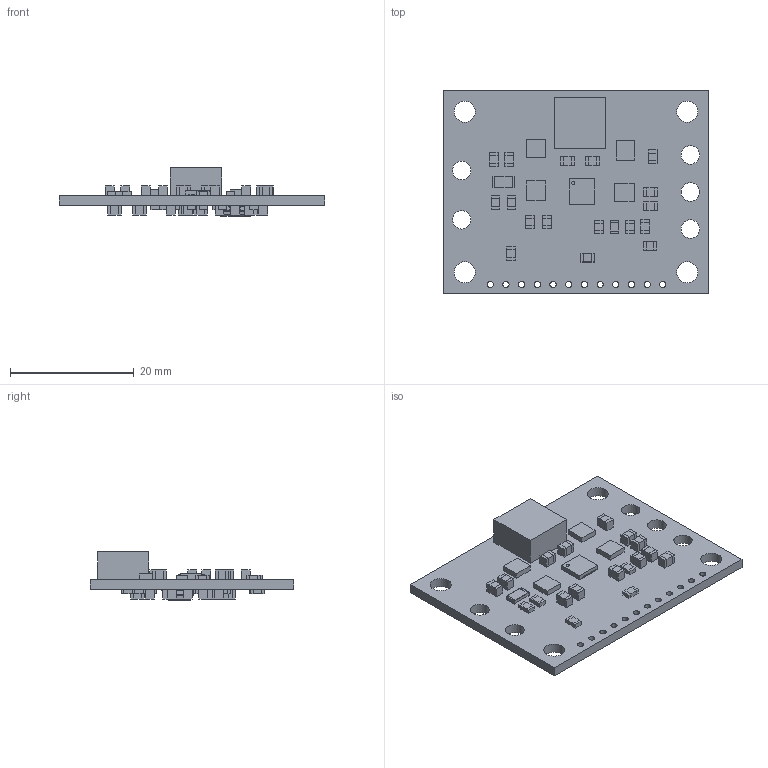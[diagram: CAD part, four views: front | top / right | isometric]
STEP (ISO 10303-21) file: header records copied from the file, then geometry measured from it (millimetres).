
FILE_DESCRIPTION(('Open CASCADE Model'),'2;1');
FILE_NAME('Open CASCADE Shape Model','2020-06-15T19:41:49',('Author'),( 'Open CASCADE'),'Open CASCADE STEP processor 6.8','Open CASCADE 6.8' ,'Unknown');
FILE_SCHEMA(('AUTOMOTIVE_DESIGN { 1 0 10303 214 1 1 1 1 }'));
Length unit declared in the file: millimetre
Products named in the file (104): PCB; BoardBQ25703A_Module; Open CASCADE STEP translator 6.8 1.1.1; R21BQ25703A_Module; 6474471344; Extruded; 6474470864; R20BQ25703A_Module; 6474470384; 6474469984; R17BQ25703A_Module; C22BQ25703A_Module; 6474466704; 6474466464; U1BQ25703A_Module; 6145333728; Open_CASCADE_STEP_translator_6.8_1.1; Body; Open_CASCADE_STEP_translator_6.8_1.2.1; Thermal_Shape; Pin_Shape; Open_CASCADE_STEP_translator_6.8_1.4.1; R12BQ25703A_Module; R9BQ25703A_Module; C34BQ25703A_Module; 6474469424; 6474469024; C33BQ25703A_Module; R1BQ25703A_Module; 6145340368; Mid_Body; Terminal; Open_CASCADE_STEP_translator_6.8_2.2.1; Mark; R8BQ25703A_Module; C28BQ25703A_Module; L1BQ25703A_Module; 6474467024; C15BQ25703A_Module; C13BQ25703A_Module ...
Assembly tree (281 placements, depth 5):
  PCB
    BoardBQ25703A_Module
      Open CASCADE STEP translator 6.8 1.1.1
    R21BQ25703A_Module
      6474471344  x2
        Extruded
      6474470864
        Extruded
    R20BQ25703A_Module
      6474470384  x2
        Extruded
      6474469984
        Extruded
    R17BQ25703A_Module
      6474470384  x2
        Extruded
      6474469984
        Extruded
    C22BQ25703A_Module
      6474466704  x2
        Extruded
      6474466464
        Extruded
    U1BQ25703A_Module
      6145333728
        Open_CASCADE_STEP_translator_6.8_1.1
        Body
          Open_CASCADE_STEP_translator_6.8_1.2.1
        Thermal_Shape
        Pin_Shape  x32
          Open_CASCADE_STEP_translator_6.8_1.4.1
    R12BQ25703A_Module
      6474469984
        Extruded
      6474470384  x2
        Extruded
    R9BQ25703A_Module
      6474470384  x2
        Extruded
      6474469984
        Extruded
    C34BQ25703A_Module
      6474469424  x2
        Extruded
      6474469024
        Extruded
    C33BQ25703A_Module
      6474469424  x2
        Extruded
      6474469024
        Extruded
    R1BQ25703A_Module
      6145340368
        Mid_Body
        Terminal  x2
          Open_CASCADE_STEP_translator_6.8_2.2.1
        Mark
    R8BQ25703A_Module
      6474469984
        Extruded
Bounding box: 43 x 33 x 7.86 mm (x, y, z)
Volume: 2744.3 mm3; surface area: 4838.8 mm2
Topology: 201 solids, 203 shells, 1692 faces, 3424 edges, 2128 vertices
Faces by surface type: plane 1588, cylinder 86, sphere 10, bspline 8
Full cylindrical faces by diameter (mm): 0.5 x1, 0.519 x1, 1 x12, 3 x5, 3.4 x4
Entity records: 10882 total; most frequent: CARTESIAN_POINT 2152, DIRECTION 1648, ORIENTED_EDGE 1066, AXIS2_PLACEMENT_3D 616, EDGE_CURVE 534, LINE 416, VECTOR 416, PRODUCT_DEFINITION_SHAPE 385
